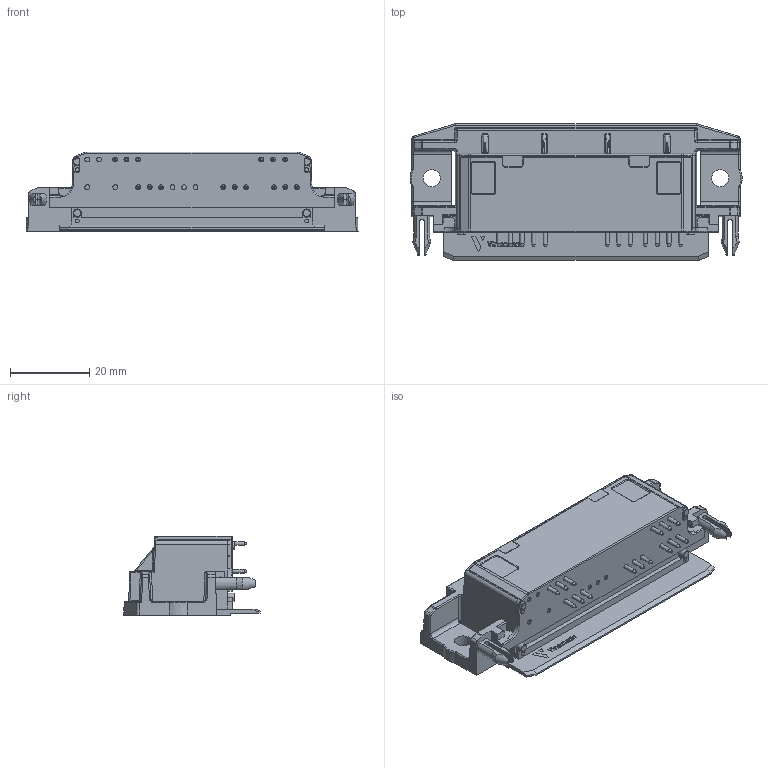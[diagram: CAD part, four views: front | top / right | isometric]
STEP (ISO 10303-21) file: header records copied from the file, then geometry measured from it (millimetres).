
FILE_DESCRIPTION(/* description */ ('Unknown'),/* implementation_level */ '2;1');
FILE_NAME(/* name */ 'Flow90-2CW-P710(150)-01-OL',/* time_stamp */ '2016-12-02T12:35:35+01:00',/* author */ ('Unknown'),/* organization */ ('Unknown'),/* preprocessor_version */ 'ST-DEVELOPER v16',/* originating_system */ 'DEX',/* authorisation */ $);
FILE_SCHEMA (('AUTOMOTIVE_DESIGN {1 0 10303 214 3 1 1}'));
Length unit declared in the file: millimetre
Products named in the file (7): Flow90-2CW-P710-01-OL; pin1; housing; substrate; logo_for_Flow90; pin2; Flow90-CW-P710-01-L
Assembly tree (19 placements, depth 2):
  Flow90-2CW-P710-01-OL
    pin1  x9
    housing
    substrate
    logo_for_Flow90
    pin2  x6
    Flow90-CW-P710-01-L
Bounding box: 83.96 x 34.5 x 20.23 mm (x, y, z)
Volume: 33703.3 mm3; surface area: 18450.9 mm2
Topology: 30 solids, 30 shells, 974 faces, 2444 edges, 1555 vertices
Faces by surface type: plane 488, cylinder 247, bspline 145, cone 69, torus 21, sphere 4
Full cylindrical faces by diameter (mm): 1 x30, 1.2 x22, 2 x15
Entity records: 32413 total; most frequent: CARTESIAN_POINT 11776, ORIENTED_EDGE 4352, DIRECTION 3855, EDGE_CURVE 2176, VERTEX_POINT 1422, LINE 1295, VECTOR 1295, AXIS2_PLACEMENT_3D 1280
